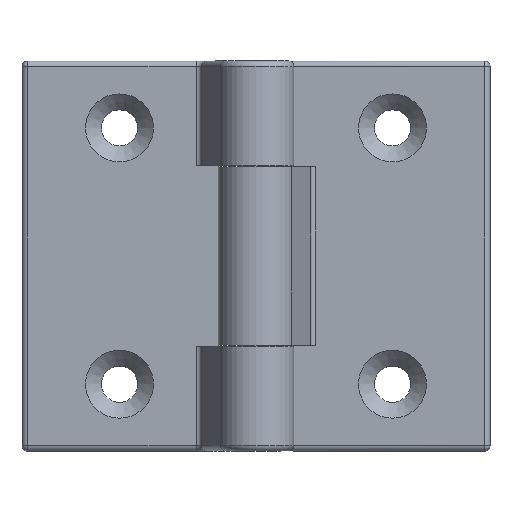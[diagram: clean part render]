
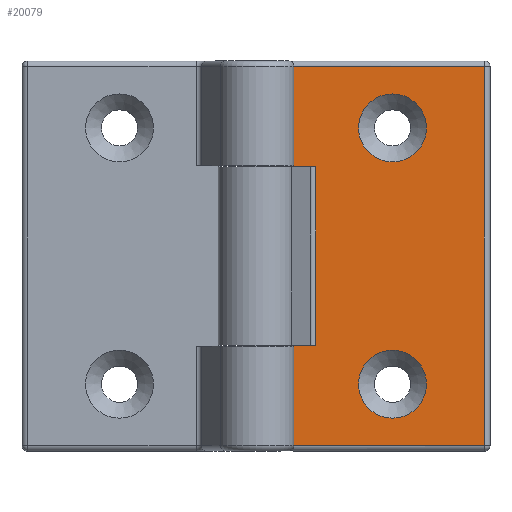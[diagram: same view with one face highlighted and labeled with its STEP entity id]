
A CAD part, top view. The second image highlights one B-rep face of the part: STEP entity #20079.
In plain terms, the highlighted planar face has unit normal (0, 0, 1).
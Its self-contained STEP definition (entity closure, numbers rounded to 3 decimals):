
#708 = PLANE ( 'NONE',  #27511 ) ;
#890 = LINE ( 'NONE', #16591, #3755 ) ;
#1093 = CARTESIAN_POINT ( 'NONE',  ( -42., 35., 5. ) ) ;
#1188 = ORIENTED_EDGE ( 'NONE', *, *, #11067, .T. ) ;
#1260 = VECTOR ( 'NONE', #22542, 1000. ) ;
#1488 = VERTEX_POINT ( 'NONE', #8150 ) ;
#1672 = DIRECTION ( 'NONE',  ( 0., -1., 0. ) ) ;
#1778 = LINE ( 'NONE', #19216, #3220 ) ;
#2143 = VECTOR ( 'NONE', #22638, 1000. ) ;
#2301 = VECTOR ( 'NONE', #15467, 1000. ) ;
#2733 = VERTEX_POINT ( 'NONE', #8712 ) ;
#2847 = EDGE_CURVE ( 'NONE', #13525, #13525, #25890, .T. ) ;
#2952 = ORIENTED_EDGE ( 'NONE', *, *, #23223, .F. ) ;
#3034 = LINE ( 'NONE', #10528, #2301 ) ;
#3220 = VECTOR ( 'NONE', #14483, 1000. ) ;
#3755 = VECTOR ( 'NONE', #25765, 1000. ) ;
#3845 = DIRECTION ( 'NONE',  ( 0., -1., 0. ) ) ;
#4364 = CARTESIAN_POINT ( 'NONE',  ( -10.739, -16., 5. ) ) ;
#5400 = CARTESIAN_POINT ( 'NONE',  ( -41., -34., 5. ) ) ;
#5946 = VERTEX_POINT ( 'NONE', #5400 ) ;
#5986 = ORIENTED_EDGE ( 'NONE', *, *, #2847, .F. ) ;
#6181 = CARTESIAN_POINT ( 'NONE',  ( -42., -34., 5. ) ) ;
#6661 = EDGE_CURVE ( 'NONE', #23096, #5946, #23987, .T. ) ;
#6703 = DIRECTION ( 'NONE',  ( 0., 0., 1. ) ) ;
#7987 = VERTEX_POINT ( 'NONE', #18183 ) ;
#8116 = DIRECTION ( 'NONE',  ( 0., 0., 1. ) ) ;
#8150 = CARTESIAN_POINT ( 'NONE',  ( -10.739, -16., 5. ) ) ;
#8151 = CARTESIAN_POINT ( 'NONE',  ( -6.142, -34., 5. ) ) ;
#8399 = CARTESIAN_POINT ( 'NONE',  ( -6.142, -16., 5. ) ) ;
#8662 = ORIENTED_EDGE ( 'NONE', *, *, #17940, .T. ) ;
#8712 = CARTESIAN_POINT ( 'NONE',  ( -10.739, 16., 5. ) ) ;
#8784 = EDGE_CURVE ( 'NONE', #15000, #24813, #19523, .T. ) ;
#9049 = CARTESIAN_POINT ( 'NONE',  ( -18.4, -23., 5. ) ) ;
#9303 = CARTESIAN_POINT ( 'NONE',  ( -41., 35., 5. ) ) ;
#10528 = CARTESIAN_POINT ( 'NONE',  ( -10.739, 16., 5. ) ) ;
#11067 = EDGE_CURVE ( 'NONE', #27333, #7987, #1778, .T. ) ;
#11210 = DIRECTION ( 'NONE',  ( 1., 0., 0. ) ) ;
#11859 = FACE_BOUND ( 'NONE', #20953, .T. ) ;
#12193 = ORIENTED_EDGE ( 'NONE', *, *, #17736, .F. ) ;
#13525 = VERTEX_POINT ( 'NONE', #20284 ) ;
#14483 = DIRECTION ( 'NONE',  ( 0., 1., 0. ) ) ;
#15000 = VERTEX_POINT ( 'NONE', #25883 ) ;
#15467 = DIRECTION ( 'NONE',  ( -1., 0., 0. ) ) ;
#16233 = ORIENTED_EDGE ( 'NONE', *, *, #18749, .T. ) ;
#16258 = ORIENTED_EDGE ( 'NONE', *, *, #8784, .F. ) ;
#16591 = CARTESIAN_POINT ( 'NONE',  ( -42., 34., 5. ) ) ;
#17196 = EDGE_LOOP ( 'NONE', ( #5986 ) ) ;
#17333 = DIRECTION ( 'NONE',  ( 1., 0., 0. ) ) ;
#17670 = CARTESIAN_POINT ( 'NONE',  ( -10.739, 35., 5. ) ) ;
#17736 = EDGE_CURVE ( 'NONE', #27333, #2733, #3034, .T. ) ;
#17901 = FACE_BOUND ( 'NONE', #17196, .T. ) ;
#17940 = EDGE_CURVE ( 'NONE', #7987, #23096, #890, .T. ) ;
#18183 = CARTESIAN_POINT ( 'NONE',  ( -6.142, 34., 5. ) ) ;
#18749 = EDGE_CURVE ( 'NONE', #5946, #24813, #26204, .T. ) ;
#19142 = LINE ( 'NONE', #17670, #25569 ) ;
#19216 = CARTESIAN_POINT ( 'NONE',  ( -6.142, 16., 5. ) ) ;
#19459 = DIRECTION ( 'NONE',  ( 0., 0., -1. ) ) ;
#19523 = LINE ( 'NONE', #8399, #29536 ) ;
#19614 = CARTESIAN_POINT ( 'NONE',  ( -41., 34., 5. ) ) ;
#20079 = ADVANCED_FACE ( 'NONE', ( #17901, #11859, #22910 ), #708, .F. ) ;
#20284 = CARTESIAN_POINT ( 'NONE',  ( -18.4, 23., 5. ) ) ;
#20953 = EDGE_LOOP ( 'NONE', ( #28475 ) ) ;
#21504 = AXIS2_PLACEMENT_3D ( 'NONE', #25234, #6703, #11210 ) ;
#21753 = DIRECTION ( 'NONE',  ( 1., 0., 0. ) ) ;
#22542 = DIRECTION ( 'NONE',  ( -1., 0., 0. ) ) ;
#22638 = DIRECTION ( 'NONE',  ( 0., -1., 0. ) ) ;
#22910 = FACE_OUTER_BOUND ( 'NONE', #29469, .T. ) ;
#23096 = VERTEX_POINT ( 'NONE', #19614 ) ;
#23223 = EDGE_CURVE ( 'NONE', #2733, #1488, #19142, .T. ) ;
#23278 = EDGE_CURVE ( 'NONE', #15000, #1488, #24149, .T. ) ;
#23987 = LINE ( 'NONE', #9303, #2143 ) ;
#24149 = LINE ( 'NONE', #4364, #1260 ) ;
#24813 = VERTEX_POINT ( 'NONE', #8151 ) ;
#24955 = ORIENTED_EDGE ( 'NONE', *, *, #23278, .T. ) ;
#25112 = CIRCLE ( 'NONE', #26063, 6.1 ) ;
#25234 = CARTESIAN_POINT ( 'NONE',  ( -24.5, 23., 5. ) ) ;
#25569 = VECTOR ( 'NONE', #1672, 1000. ) ;
#25752 = EDGE_CURVE ( 'NONE', #27055, #27055, #25112, .T. ) ;
#25765 = DIRECTION ( 'NONE',  ( -1., 0., 0. ) ) ;
#25883 = CARTESIAN_POINT ( 'NONE',  ( -6.142, -16., 5. ) ) ;
#25890 = CIRCLE ( 'NONE', #21504, 6.1 ) ;
#26063 = AXIS2_PLACEMENT_3D ( 'NONE', #26352, #8116, #21753 ) ;
#26204 = LINE ( 'NONE', #6181, #28353 ) ;
#26352 = CARTESIAN_POINT ( 'NONE',  ( -24.5, -23., 5. ) ) ;
#26537 = ORIENTED_EDGE ( 'NONE', *, *, #6661, .T. ) ;
#27055 = VERTEX_POINT ( 'NONE', #9049 ) ;
#27333 = VERTEX_POINT ( 'NONE', #29517 ) ;
#27511 = AXIS2_PLACEMENT_3D ( 'NONE', #1093, #19459, #28585 ) ;
#28353 = VECTOR ( 'NONE', #17333, 1000. ) ;
#28475 = ORIENTED_EDGE ( 'NONE', *, *, #25752, .F. ) ;
#28585 = DIRECTION ( 'NONE',  ( -1., 0., 0. ) ) ;
#29469 = EDGE_LOOP ( 'NONE', ( #26537, #16233, #16258, #24955, #2952, #12193, #1188, #8662 ) ) ;
#29517 = CARTESIAN_POINT ( 'NONE',  ( -6.142, 16., 5. ) ) ;
#29536 = VECTOR ( 'NONE', #3845, 1000. ) ;
